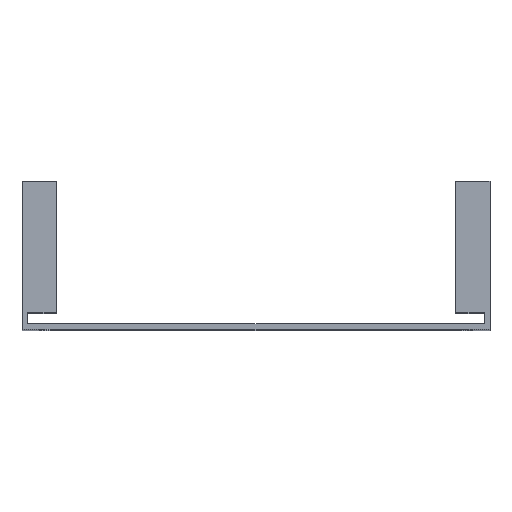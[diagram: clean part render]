
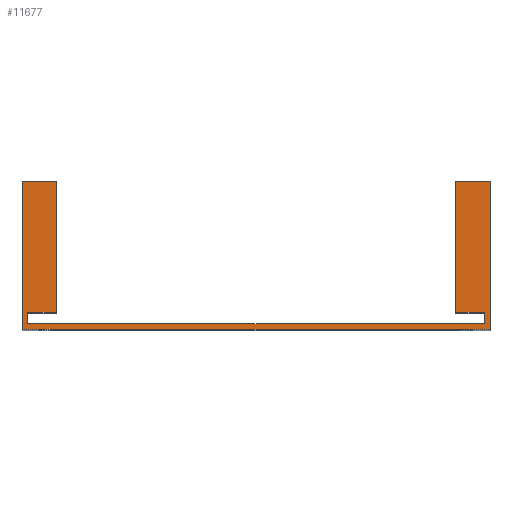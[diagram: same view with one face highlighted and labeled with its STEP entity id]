
A CAD part, top view. The second image highlights one B-rep face of the part: STEP entity #11677.
In plain terms, the highlighted planar face has unit normal (0, 0, 1).
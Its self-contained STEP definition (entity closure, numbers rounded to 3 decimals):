
#138 = EDGE_CURVE ( 'NONE', #9510, #11994, #11924, .T. ) ;
#192 = DIRECTION ( 'NONE',  ( 1., 0., 0. ) ) ;
#239 = LINE ( 'NONE', #4436, #4485 ) ;
#392 = CARTESIAN_POINT ( 'NONE',  ( 41., 27., 80. ) ) ;
#435 = ORIENTED_EDGE ( 'NONE', *, *, #8823, .F. ) ;
#882 = DIRECTION ( 'NONE',  ( 0., 0., -1. ) ) ;
#1098 = CARTESIAN_POINT ( 'NONE',  ( -35., 4., 80. ) ) ;
#1165 = DIRECTION ( 'NONE',  ( 1., 0., 0. ) ) ;
#1194 = VECTOR ( 'NONE', #6079, 1000. ) ;
#1254 = CARTESIAN_POINT ( 'NONE',  ( 40., 4., 80. ) ) ;
#1306 = VERTEX_POINT ( 'NONE', #7394 ) ;
#1626 = CARTESIAN_POINT ( 'NONE',  ( 35., 27., 80. ) ) ;
#1668 = CARTESIAN_POINT ( 'NONE',  ( 41., 27., 80. ) ) ;
#1751 = ORIENTED_EDGE ( 'NONE', *, *, #7466, .F. ) ;
#2104 = CARTESIAN_POINT ( 'NONE',  ( -40., 2., 80. ) ) ;
#2532 = EDGE_CURVE ( 'NONE', #11455, #17295, #14513, .T. ) ;
#2724 = VECTOR ( 'NONE', #15647, 1000. ) ;
#2822 = ORIENTED_EDGE ( 'NONE', *, *, #2532, .T. ) ;
#3118 = VERTEX_POINT ( 'NONE', #1098 ) ;
#3209 = DIRECTION ( 'NONE',  ( 1., 0., 0. ) ) ;
#3226 = ORIENTED_EDGE ( 'NONE', *, *, #17123, .F. ) ;
#3569 = EDGE_CURVE ( 'NONE', #15169, #3118, #9564, .T. ) ;
#4135 = EDGE_CURVE ( 'NONE', #3118, #8101, #11602, .T. ) ;
#4203 = CARTESIAN_POINT ( 'NONE',  ( 41., 27., 80. ) ) ;
#4345 = VECTOR ( 'NONE', #5817, 1000. ) ;
#4436 = CARTESIAN_POINT ( 'NONE',  ( 0., 2., 80. ) ) ;
#4485 = VECTOR ( 'NONE', #10120, 1000. ) ;
#4502 = VECTOR ( 'NONE', #7969, 1000. ) ;
#4549 = LINE ( 'NONE', #8647, #2724 ) ;
#4609 = CARTESIAN_POINT ( 'NONE',  ( -40., 1., 80. ) ) ;
#4684 = CARTESIAN_POINT ( 'NONE',  ( -41., 1., 80. ) ) ;
#5306 = EDGE_CURVE ( 'NONE', #11994, #1306, #12897, .T. ) ;
#5357 = EDGE_CURVE ( 'NONE', #17295, #12351, #17391, .T. ) ;
#5721 = DIRECTION ( 'NONE',  ( 0., 1., 0. ) ) ;
#5816 = CARTESIAN_POINT ( 'NONE',  ( -35., 27., 80. ) ) ;
#5817 = DIRECTION ( 'NONE',  ( 0., -1., 0. ) ) ;
#5893 = ORIENTED_EDGE ( 'NONE', *, *, #6956, .F. ) ;
#6079 = DIRECTION ( 'NONE',  ( 0., -1., 0. ) ) ;
#6148 = VECTOR ( 'NONE', #1165, 1000. ) ;
#6685 = VERTEX_POINT ( 'NONE', #7592 ) ;
#6845 = AXIS2_PLACEMENT_3D ( 'NONE', #2104, #882, #10782 ) ;
#6956 = EDGE_CURVE ( 'NONE', #9510, #12351, #8689, .T. ) ;
#7084 = LINE ( 'NONE', #11572, #17013 ) ;
#7135 = CARTESIAN_POINT ( 'NONE',  ( -41., 1., 80. ) ) ;
#7394 = CARTESIAN_POINT ( 'NONE',  ( 35., 4., 80. ) ) ;
#7466 = EDGE_CURVE ( 'NONE', #11455, #8101, #10434, .T. ) ;
#7592 = CARTESIAN_POINT ( 'NONE',  ( 40., 2., 80. ) ) ;
#7623 = CARTESIAN_POINT ( 'NONE',  ( -40., 2., 80. ) ) ;
#7958 = DIRECTION ( 'NONE',  ( 0., -1., 0. ) ) ;
#7969 = DIRECTION ( 'NONE',  ( 1., 0., 0. ) ) ;
#8081 = ORIENTED_EDGE ( 'NONE', *, *, #17274, .T. ) ;
#8101 = VERTEX_POINT ( 'NONE', #14577 ) ;
#8418 = CARTESIAN_POINT ( 'NONE',  ( 41., 1., 80. ) ) ;
#8647 = CARTESIAN_POINT ( 'NONE',  ( -40., 1., 80. ) ) ;
#8689 = LINE ( 'NONE', #392, #1194 ) ;
#8823 = EDGE_CURVE ( 'NONE', #15169, #16750, #4549, .T. ) ;
#9354 = LINE ( 'NONE', #15053, #14007 ) ;
#9427 = ORIENTED_EDGE ( 'NONE', *, *, #3569, .T. ) ;
#9510 = VERTEX_POINT ( 'NONE', #4203 ) ;
#9564 = LINE ( 'NONE', #15547, #6148 ) ;
#10120 = DIRECTION ( 'NONE',  ( 1., 0., 0. ) ) ;
#10167 = CARTESIAN_POINT ( 'NONE',  ( -40., 4., 80. ) ) ;
#10434 = LINE ( 'NONE', #15154, #4502 ) ;
#10617 = VECTOR ( 'NONE', #5721, 1000. ) ;
#10782 = DIRECTION ( 'NONE',  ( -1., 0., 0. ) ) ;
#11101 = ORIENTED_EDGE ( 'NONE', *, *, #138, .T. ) ;
#11455 = VERTEX_POINT ( 'NONE', #12487 ) ;
#11572 = CARTESIAN_POINT ( 'NONE',  ( 35., 4., 80. ) ) ;
#11602 = LINE ( 'NONE', #5816, #10617 ) ;
#11677 = ADVANCED_FACE ( 'NONE', ( #14980 ), #14889, .F. ) ;
#11924 = LINE ( 'NONE', #1668, #14399 ) ;
#11994 = VERTEX_POINT ( 'NONE', #1626 ) ;
#12351 = VERTEX_POINT ( 'NONE', #8418 ) ;
#12487 = CARTESIAN_POINT ( 'NONE',  ( -41., 27., 80. ) ) ;
#12897 = LINE ( 'NONE', #17481, #4345 ) ;
#13468 = VECTOR ( 'NONE', #14322, 1000. ) ;
#14007 = VECTOR ( 'NONE', #7958, 1000. ) ;
#14322 = DIRECTION ( 'NONE',  ( 0., -1., 0. ) ) ;
#14399 = VECTOR ( 'NONE', #17614, 1000. ) ;
#14513 = LINE ( 'NONE', #7135, #13468 ) ;
#14577 = CARTESIAN_POINT ( 'NONE',  ( -35., 27., 80. ) ) ;
#14889 = PLANE ( 'NONE',  #6845 ) ;
#14980 = FACE_OUTER_BOUND ( 'NONE', #16646, .T. ) ;
#15053 = CARTESIAN_POINT ( 'NONE',  ( 40., 27., 80. ) ) ;
#15154 = CARTESIAN_POINT ( 'NONE',  ( -41., 27., 80. ) ) ;
#15169 = VERTEX_POINT ( 'NONE', #10167 ) ;
#15352 = VECTOR ( 'NONE', #3209, 1000. ) ;
#15375 = ORIENTED_EDGE ( 'NONE', *, *, #5306, .T. ) ;
#15547 = CARTESIAN_POINT ( 'NONE',  ( -35., 4., 80. ) ) ;
#15647 = DIRECTION ( 'NONE',  ( 0., -1., 0. ) ) ;
#15794 = VERTEX_POINT ( 'NONE', #1254 ) ;
#16646 = EDGE_LOOP ( 'NONE', ( #18374, #5893, #11101, #15375, #17010, #8081, #3226, #435, #9427, #18210, #1751, #2822 ) ) ;
#16750 = VERTEX_POINT ( 'NONE', #7623 ) ;
#17010 = ORIENTED_EDGE ( 'NONE', *, *, #17745, .T. ) ;
#17013 = VECTOR ( 'NONE', #192, 1000. ) ;
#17123 = EDGE_CURVE ( 'NONE', #16750, #6685, #239, .T. ) ;
#17274 = EDGE_CURVE ( 'NONE', #15794, #6685, #9354, .T. ) ;
#17295 = VERTEX_POINT ( 'NONE', #4684 ) ;
#17391 = LINE ( 'NONE', #4609, #15352 ) ;
#17481 = CARTESIAN_POINT ( 'NONE',  ( 35., 27., 80. ) ) ;
#17614 = DIRECTION ( 'NONE',  ( -1., 0., 0. ) ) ;
#17745 = EDGE_CURVE ( 'NONE', #1306, #15794, #7084, .T. ) ;
#18210 = ORIENTED_EDGE ( 'NONE', *, *, #4135, .T. ) ;
#18374 = ORIENTED_EDGE ( 'NONE', *, *, #5357, .T. ) ;
